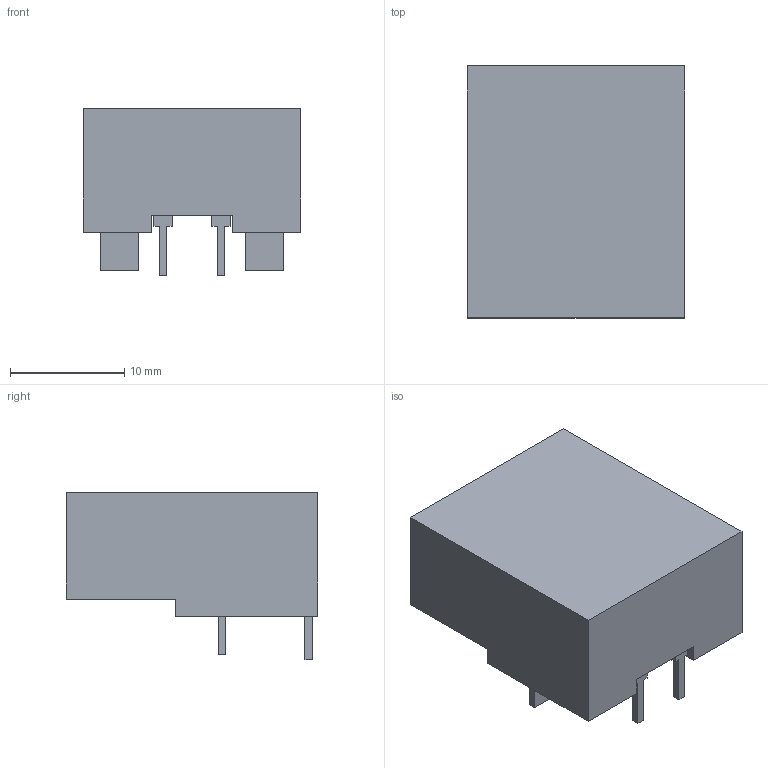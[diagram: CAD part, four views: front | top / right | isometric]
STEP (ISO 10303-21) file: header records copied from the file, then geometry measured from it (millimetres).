
FILE_DESCRIPTION(('FreeCAD Model'),'2;1');
FILE_NAME('tmp_S02B-F32SK-GGXR.STEP', '2016-03-29T15:44:34',('Author'),(''), 'Open CASCADE STEP processor 6.8','FreeCAD','Unknown');
FILE_SCHEMA(('AUTOMOTIVE_DESIGN_CC2 { 1 2 10303 214 -1 1 5 4 }'));
Length unit declared in the file: millimetre
Products named in the file (1): S02B-F32SK-GG()R
Bounding box: 19.08 x 22.1 x 14.65 mm (x, y, z)
Volume: 2545.9 mm3; surface area: 2794.7 mm2
Topology: 1 solids, 1 shells, 59 faces, 150 edges, 100 vertices
Faces by surface type: plane 59
Entity records: 4120 total; most frequent: CARTESIAN_POINT 610, DIRECTION 570, LINE 450, VECTOR 450, ORIENTED_EDGE 300, PCURVE 300, DEFINITIONAL_REPRESENTATION 300, EDGE_CURVE 150
